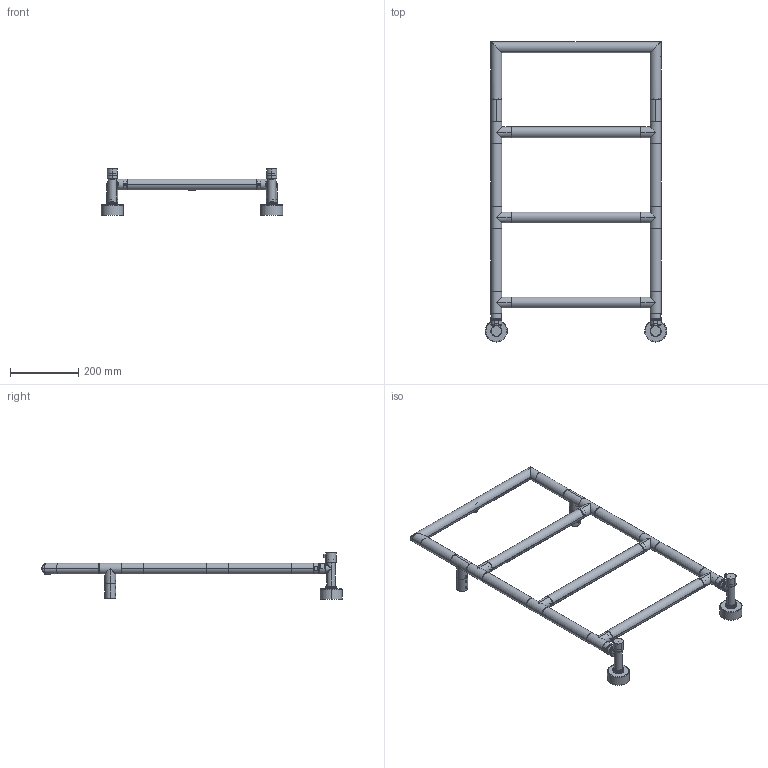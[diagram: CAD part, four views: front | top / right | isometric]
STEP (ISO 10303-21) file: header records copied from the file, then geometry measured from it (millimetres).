
FILE_DESCRIPTION(('CATIA V5 STEP Exchange','CAx-IF Rec.Pracs.--- Model Styling and Organization---1.5--- 2016-08-15','CAx-IF Rec.Pracs.---Supplemental Geometry---1.0---2011-11-01','CAx-IF Rec.Pracs.--- Composite Materials ---3.4---2017-06-13','CAx-IF Rec.Pracs.---Tessellated 3D Geometry---1.0---2015-12-17'),'2;1');
FILE_NAME('ZA004940.stp','2024-07-01T12:32:21+00:00',('none'),('none'),'CATIA Version 5-6 Release 2020 SP2','CATIA V5 STEP AP242 v2','none');
FILE_SCHEMA(('AP242_MANAGED_MODEL_BASED_3D_ENGINEERING_MIM_LF {1 0 10303 442 1 1 4}'));
Length unit declared in the file: millimetre
Products named in the file (1): ZA004940
Bounding box: 533 x 882.3 x 136 mm (x, y, z)
Volume: 789076.1 mm3; surface area: 775704.4 mm2
Topology: 37 solids, 37 shells, 1860 faces, 4230 edges, 2518 vertices
Faces by surface type: plane 646, cylinder 634, cone 552, torus 20, bspline 8
Entity records: 57478 total; most frequent: CARTESIAN_POINT 22240, ORIENTED_EDGE 8444, DIRECTION 4864, EDGE_CURVE 4222, AXIS2_PLACEMENT_3D 2557, VERTEX_POINT 2518, EDGE_LOOP 2060, ADVANCED_FACE 1860
